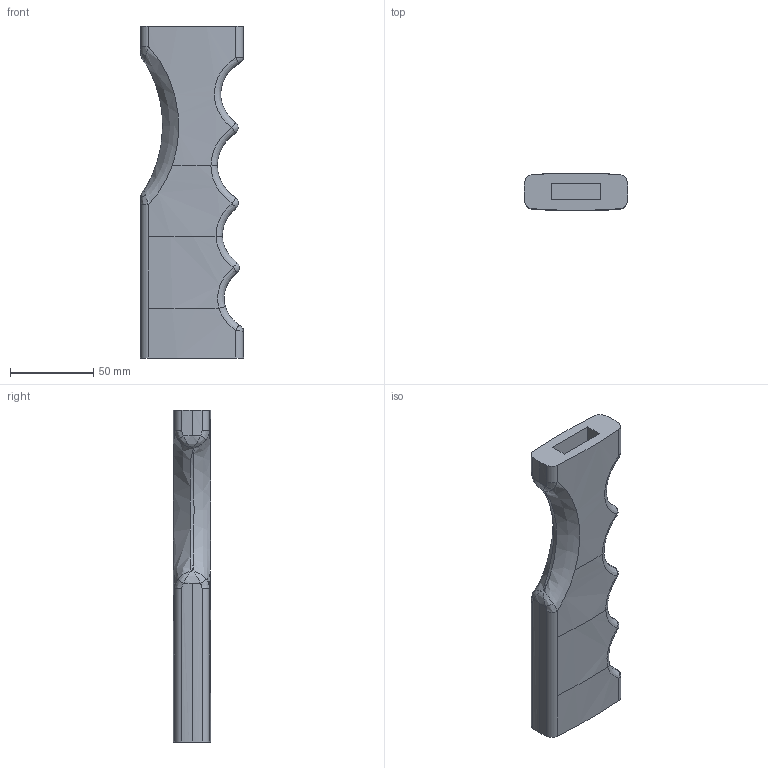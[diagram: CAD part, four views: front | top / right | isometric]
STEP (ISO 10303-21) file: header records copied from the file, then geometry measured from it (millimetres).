
FILE_DESCRIPTION(('HOOPS Exchange Step'),'2;1');
FILE_NAME('temp_export','2025-01-31T22:25:35+16:00',('arigr'),('Shapr3D Limited'),'HOOPS Exchange 2024.6','Shapr3D','Authorized');
FILE_SCHEMA( ('AP242_MANAGED_MODEL_BASED_3D_ENGINEERING_MIM_LF {1 0 10303 442 1 1 4 }') );
Length unit declared in the file: millimetre
Products named in the file (1): root
Bounding box: 62.56 x 22.59 x 200 mm (x, y, z)
Volume: 198432.1 mm3; surface area: 33423.3 mm2
Topology: 1 solids, 1 shells, 76 faces, 185 edges, 100 vertices
Faces by surface type: bspline 37, cylinder 26, plane 7, sphere 6
Entity records: 13168 total; most frequent: CARTESIAN_POINT 11641, ORIENTED_EDGE 346, DIRECTION 249, EDGE_CURVE 173, AXIS2_PLACEMENT_3D 104, VERTEX_POINT 100, EDGE_LOOP 77, FACE_BOUND 77
